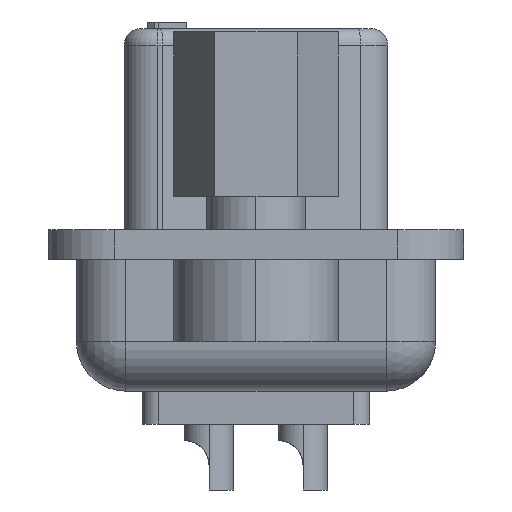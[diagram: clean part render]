
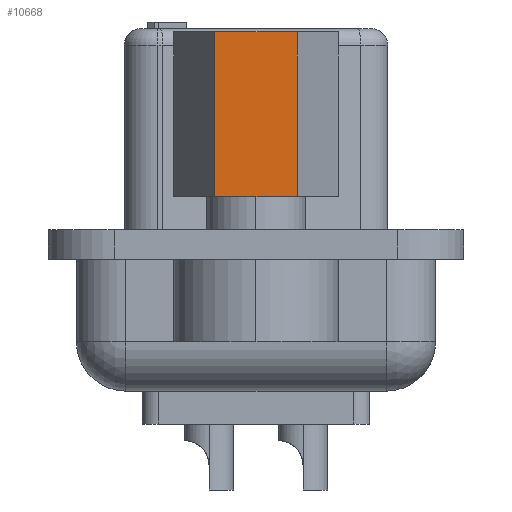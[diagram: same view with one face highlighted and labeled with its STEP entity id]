
A CAD part, left-side view. The second image highlights one B-rep face of the part: STEP entity #10668.
In plain terms, the highlighted planar face has unit normal (-1, 0, 0).
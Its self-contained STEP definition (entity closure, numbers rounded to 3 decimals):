
#6266 = CARTESIAN_POINT ( 'NONE',  ( -33.915, -1.25, 6. ) ) ;
#6267 = DIRECTION ( 'NONE',  ( 0., -1., 0. ) ) ;
#6268 = VECTOR ( 'NONE', #6267, 1000. ) ;
#6269 = CARTESIAN_POINT ( 'NONE',  ( -33.915, -5.641, 6. ) ) ;
#6270 = LINE ( 'NONE', #6269, #6268 ) ;
#6271 = CARTESIAN_POINT ( 'NONE',  ( -33.915, 1.25, 6. ) ) ;
#6442 = CARTESIAN_POINT ( 'NONE',  ( -33.915, 1.25, 1. ) ) ;
#6443 = DIRECTION ( 'NONE',  ( 0., 1., 0. ) ) ;
#6444 = VECTOR ( 'NONE', #6443, 1000. ) ;
#6445 = CARTESIAN_POINT ( 'NONE',  ( -33.915, -5.641, 1. ) ) ;
#6446 = LINE ( 'NONE', #6445, #6444 ) ;
#6447 = CARTESIAN_POINT ( 'NONE',  ( -33.915, -1.25, 1. ) ) ;
#10664 = EDGE_CURVE ( 'NONE', #13622, #13566, #22613, .T. ) ;
#10668 = ADVANCED_FACE ( 'NONE', ( #22609 ), #22594, .T. ) ;
#10669 = EDGE_LOOP ( 'NONE', ( #10670, #10672, #10673, #10729 ) ) ;
#10670 = ORIENTED_EDGE ( 'NONE', *, *, #10671, .T. ) ;
#10671 = EDGE_CURVE ( 'NONE', #13619, #13569, #22649, .T. ) ;
#10672 = ORIENTED_EDGE ( 'NONE', *, *, #13568, .F. ) ;
#10673 = ORIENTED_EDGE ( 'NONE', *, *, #10664, .F. ) ;
#10729 = ORIENTED_EDGE ( 'NONE', *, *, #13621, .F. ) ;
#13566 = VERTEX_POINT ( 'NONE', #6271 ) ;
#13568 = EDGE_CURVE ( 'NONE', #13566, #13569, #6270, .T. ) ;
#13569 = VERTEX_POINT ( 'NONE', #6266 ) ;
#13619 = VERTEX_POINT ( 'NONE', #6447 ) ;
#13621 = EDGE_CURVE ( 'NONE', #13619, #13622, #6446, .T. ) ;
#13622 = VERTEX_POINT ( 'NONE', #6442 ) ;
#22594 = PLANE ( 'NONE',  #22648 ) ;
#22609 = FACE_OUTER_BOUND ( 'NONE', #10669, .T. ) ;
#22610 = DIRECTION ( 'NONE',  ( 0., 0., 1. ) ) ;
#22611 = VECTOR ( 'NONE', #22610, 1000. ) ;
#22612 = CARTESIAN_POINT ( 'NONE',  ( -33.915, 1.25, -1.522 ) ) ;
#22613 = LINE ( 'NONE', #22612, #22611 ) ;
#22641 = DIRECTION ( 'NONE',  ( 0., 0., 1. ) ) ;
#22642 = VECTOR ( 'NONE', #22641, 1000. ) ;
#22643 = CARTESIAN_POINT ( 'NONE',  ( -33.915, -1.25, -1.522 ) ) ;
#22645 = DIRECTION ( 'NONE',  ( 0., 0., 1. ) ) ;
#22646 = DIRECTION ( 'NONE',  ( -1., 0., 0. ) ) ;
#22647 = CARTESIAN_POINT ( 'NONE',  ( -33.915, -5.641, -1.522 ) ) ;
#22648 = AXIS2_PLACEMENT_3D ( 'NONE', #22647, #22646, #22645 ) ;
#22649 = LINE ( 'NONE', #22643, #22642 ) ;
